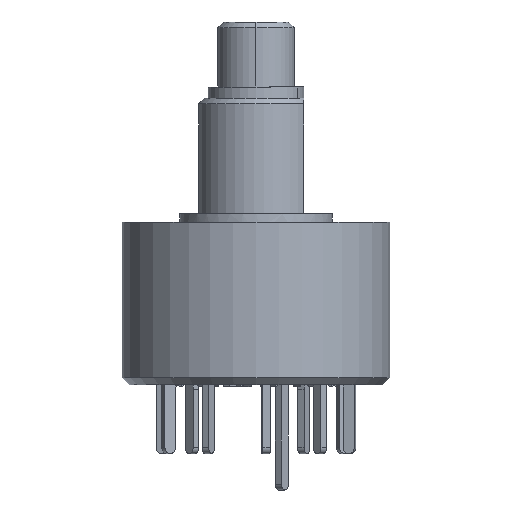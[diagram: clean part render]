
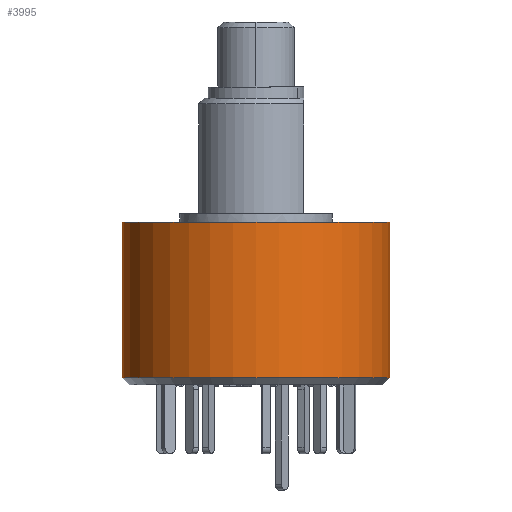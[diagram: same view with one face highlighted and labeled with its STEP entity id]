
A CAD part, left-side view. The second image highlights one B-rep face of the part: STEP entity #3995.
In plain terms, the highlighted cylindrical face has radius 7 mm (diameter 14 mm), a partial arc.
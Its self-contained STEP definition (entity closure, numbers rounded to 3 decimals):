
#311 = CARTESIAN_POINT ( 'NONE',  ( 0., -7., -0.45 ) ) ;
#1055 = LINE ( 'NONE', #10328, #13809 ) ;
#1206 = DIRECTION ( 'NONE',  ( 0., 0., 1. ) ) ;
#1401 = ORIENTED_EDGE ( 'NONE', *, *, #5830, .F. ) ;
#2026 = CIRCLE ( 'NONE', #13676, 7. ) ;
#2504 = VERTEX_POINT ( 'NONE', #9722 ) ;
#2903 = CARTESIAN_POINT ( 'NONE',  ( 0., -7., -8.574 ) ) ;
#3186 = EDGE_CURVE ( 'NONE', #12026, #12051, #1055, .T. ) ;
#3200 = VERTEX_POINT ( 'NONE', #2903 ) ;
#3907 = DIRECTION ( 'NONE',  ( 0., 0., -1. ) ) ;
#3995 = ADVANCED_FACE ( 'NONE', ( #6010 ), #10892, .T. ) ;
#4140 = DIRECTION ( 'NONE',  ( 0., 0., -1. ) ) ;
#5197 = VECTOR ( 'NONE', #3907, 1000. ) ;
#5830 = EDGE_CURVE ( 'NONE', #2504, #3200, #11827, .T. ) ;
#6010 = FACE_OUTER_BOUND ( 'NONE', #15905, .T. ) ;
#6869 = DIRECTION ( 'NONE',  ( 0., 1., 0. ) ) ;
#8656 = CARTESIAN_POINT ( 'NONE',  ( 0., 0., -8.574 ) ) ;
#8756 = CARTESIAN_POINT ( 'NONE',  ( 0., 0., -0.45 ) ) ;
#8842 = ORIENTED_EDGE ( 'NONE', *, *, #3186, .T. ) ;
#9722 = CARTESIAN_POINT ( 'NONE',  ( 0., -7., -0.45 ) ) ;
#9748 = CIRCLE ( 'NONE', #15513, 7. ) ;
#10328 = CARTESIAN_POINT ( 'NONE',  ( 0., 7., -0.45 ) ) ;
#10614 = CARTESIAN_POINT ( 'NONE',  ( 0., 7., -0.45 ) ) ;
#10892 = CYLINDRICAL_SURFACE ( 'NONE', #12288, 7. ) ;
#11827 = LINE ( 'NONE', #311, #5197 ) ;
#12026 = VERTEX_POINT ( 'NONE', #10614 ) ;
#12051 = VERTEX_POINT ( 'NONE', #14506 ) ;
#12209 = EDGE_CURVE ( 'NONE', #12051, #3200, #2026, .T. ) ;
#12288 = AXIS2_PLACEMENT_3D ( 'NONE', #15420, #12979, #6869 ) ;
#12379 = DIRECTION ( 'NONE',  ( 0., -1., 0. ) ) ;
#12401 = ORIENTED_EDGE ( 'NONE', *, *, #12209, .T. ) ;
#12414 = DIRECTION ( 'NONE',  ( 0., 0., 1. ) ) ;
#12877 = EDGE_CURVE ( 'NONE', #12026, #2504, #9748, .T. ) ;
#12979 = DIRECTION ( 'NONE',  ( 0., 0., -1. ) ) ;
#13484 = ORIENTED_EDGE ( 'NONE', *, *, #12877, .F. ) ;
#13498 = DIRECTION ( 'NONE',  ( 0., -1., 0. ) ) ;
#13676 = AXIS2_PLACEMENT_3D ( 'NONE', #8656, #1206, #12379 ) ;
#13809 = VECTOR ( 'NONE', #4140, 1000. ) ;
#14506 = CARTESIAN_POINT ( 'NONE',  ( 0., 7., -8.574 ) ) ;
#15420 = CARTESIAN_POINT ( 'NONE',  ( 0., 0., -0.45 ) ) ;
#15513 = AXIS2_PLACEMENT_3D ( 'NONE', #8756, #12414, #13498 ) ;
#15905 = EDGE_LOOP ( 'NONE', ( #1401, #13484, #8842, #12401 ) ) ;
